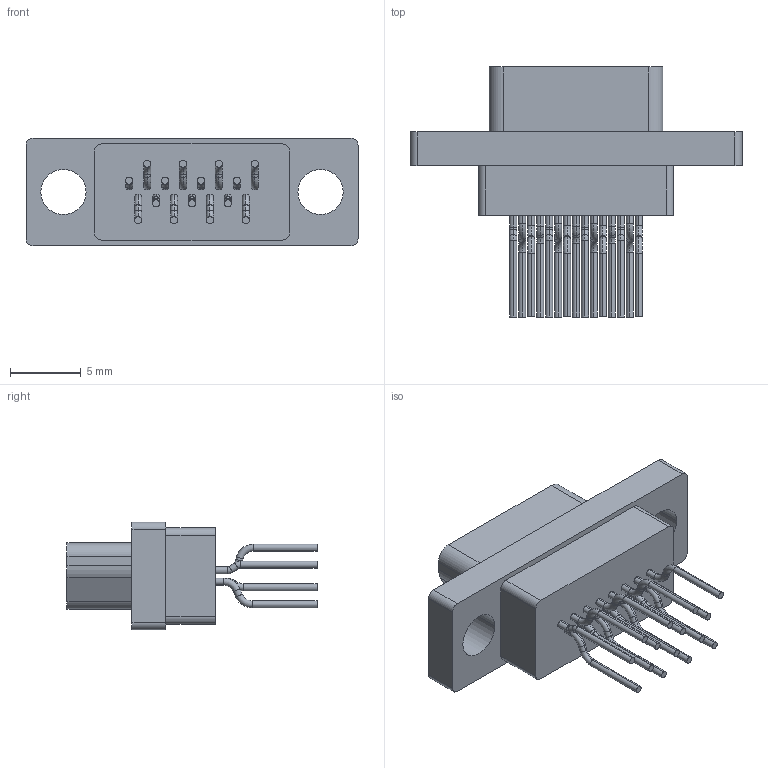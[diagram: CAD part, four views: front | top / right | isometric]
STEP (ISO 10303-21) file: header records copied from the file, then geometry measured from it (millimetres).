
FILE_DESCRIPTION((''),'2;1');
FILE_NAME('J30-15ZKN','2021-01-12T18:16:36',('Exiaobu'),(''),'CREO PARAMETRIC BY PTC INC, 2019010','CREO PARAMETRIC BY PTC INC, 2019010','');
FILE_SCHEMA(('AUTOMOTIVE_DESIGN { 1 0 10303 214 1 1 1 1 }'));
Length unit declared in the file: millimetre
Products named in the file (1): J30-15ZKN
Bounding box: 23.5 x 17.7 x 7.6 mm (x, y, z)
Volume: 746.8 mm3; surface area: 1267.5 mm2
Topology: 1 solids, 2 shells, 290 faces, 607 edges, 366 vertices
Faces by surface type: cylinder 168, plane 62, torus 60
Entity records: 9888 total; most frequent: DIRECTION 1585, CARTESIAN_POINT 1266, ORIENTED_EDGE 1188, AXIS2_PLACEMENT_3D 687, EDGE_CURVE 607, CIRCLE 396, VERTEX_POINT 366, EDGE_LOOP 340
